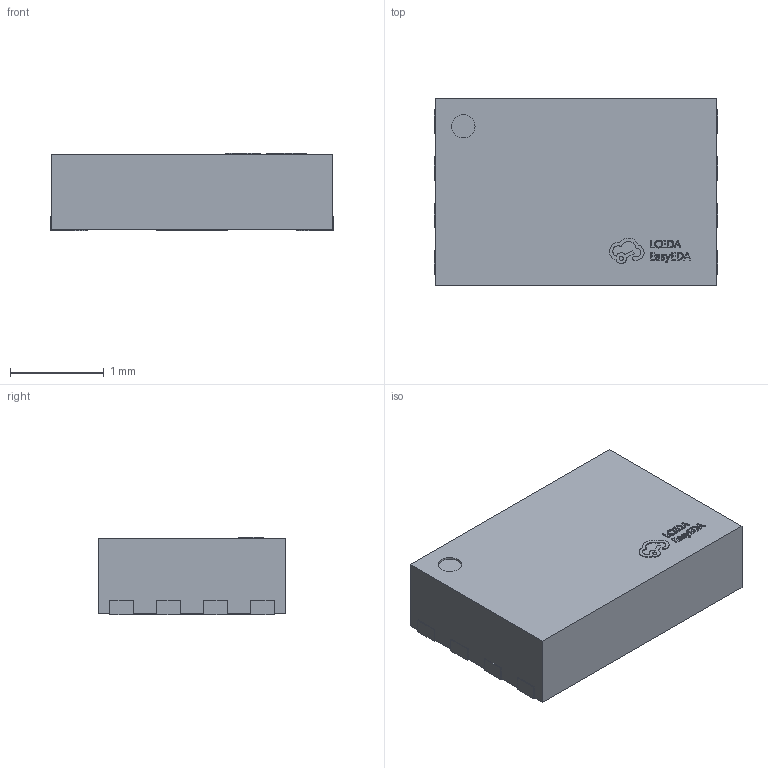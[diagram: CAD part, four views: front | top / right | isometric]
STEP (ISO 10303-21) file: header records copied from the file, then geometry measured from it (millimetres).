
FILE_DESCRIPTION (( 'STEP AP214' ), '1' );
FILE_NAME ('TDFN-8_L3.0-W2.0-H0.8-P0.50.step', '2022-06-30T13:55:01', ( '' ), ( '' ), 'SwSTEP 2.0', 'SolidWorks 2020', '' );
FILE_SCHEMA (( 'AUTOMOTIVE_DESIGN' ));
Length unit declared in the file: millimetre
Products named in the file (1): TDFN-8_L3.0-W2.0-H0.8-P0.50
Bounding box: 3.02 x 2 x 0.82 mm (x, y, z)
Volume: 4.8 mm3; surface area: 20.3 mm2
Topology: 1 solids, 1 shells, 350 faces, 960 edges, 640 vertices
Faces by surface type: plane 224, bspline 112, cylinder 14
Entity records: 15428 total; most frequent: CARTESIAN_POINT 4055, ORIENTED_EDGE 1920, DIRECTION 1238, EDGE_CURVE 960, VECTOR 704, LINE 704, VERTEX_POINT 640, EDGE_LOOP 378
